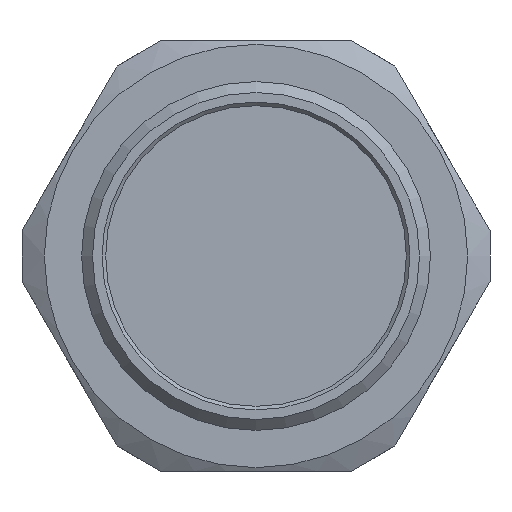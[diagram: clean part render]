
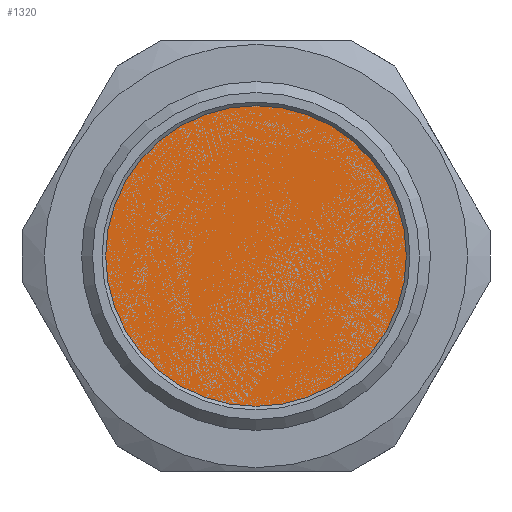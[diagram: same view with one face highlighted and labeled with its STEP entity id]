
A CAD part, front view. The second image highlights one B-rep face of the part: STEP entity #1320.
In plain terms, the highlighted planar face has unit normal (0, 1, 0).
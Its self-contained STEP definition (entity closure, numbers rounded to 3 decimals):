
#437=FACE_OUTER_BOUND('',#517,.T.);
#517=EDGE_LOOP('',(#1200));
#554=CIRCLE('',#1451,23.9);
#668=VERTEX_POINT('',#2299);
#846=EDGE_CURVE('',#668,#668,#554,.T.);
#1200=ORIENTED_EDGE('',*,*,#846,.T.);
#1246=PLANE('',#1450);
#1320=ADVANCED_FACE('',(#437),#1246,.T.);
#1450=AXIS2_PLACEMENT_3D('',#2298,#1748,#1749);
#1451=AXIS2_PLACEMENT_3D('',#2300,#1750,#1751);
#1748=DIRECTION('center_axis',(0.,1.,0.));
#1749=DIRECTION('ref_axis',(0.,0.,1.));
#1750=DIRECTION('center_axis',(0.,1.,0.));
#1751=DIRECTION('ref_axis',(1.,0.,0.));
#2298=CARTESIAN_POINT('Origin',(466.06,128.311,336.7));
#2299=CARTESIAN_POINT('',(442.16,128.311,336.7));
#2300=CARTESIAN_POINT('Origin',(466.06,128.311,336.7));
